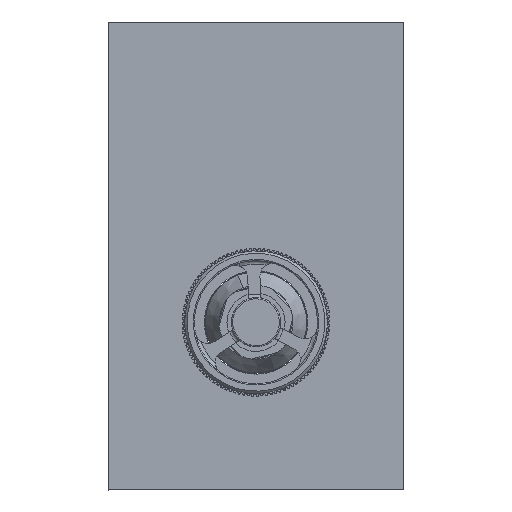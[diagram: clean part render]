
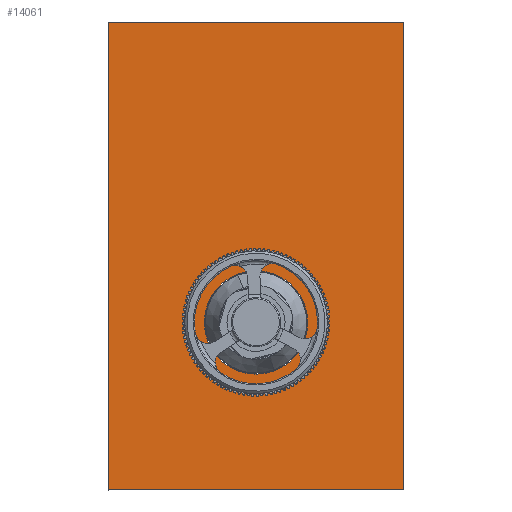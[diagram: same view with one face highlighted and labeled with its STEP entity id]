
A CAD part, top view. The second image highlights one B-rep face of the part: STEP entity #14061.
In plain terms, the highlighted planar face has unit normal (0, 0, 1).
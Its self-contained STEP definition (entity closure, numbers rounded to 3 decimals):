
#384 = DIRECTION ( 'NONE',  ( 0., -1., 0. ) ) ;
#659 = AXIS2_PLACEMENT_3D ( 'NONE', #9106, #15440, #1620 ) ;
#731 = DIRECTION ( 'NONE',  ( -1., 0., 0. ) ) ;
#867 = CIRCLE ( 'NONE', #6176, 21. ) ;
#900 = ORIENTED_EDGE ( 'NONE', *, *, #12447, .T. ) ;
#1620 = DIRECTION ( 'NONE',  ( 1., 0., 0. ) ) ;
#1733 = FACE_BOUND ( 'NONE', #14947, .T. ) ;
#2509 = EDGE_LOOP ( 'NONE', ( #900, #5114, #7625, #13042 ) ) ;
#2676 = VECTOR ( 'NONE', #384, 1000. ) ;
#2747 = CARTESIAN_POINT ( 'NONE',  ( 60., -95., 2. ) ) ;
#3085 = VECTOR ( 'NONE', #4372, 1000. ) ;
#3388 = EDGE_CURVE ( 'NONE', #8616, #15338, #14606, .T. ) ;
#3426 = VERTEX_POINT ( 'NONE', #9313 ) ;
#3711 = CARTESIAN_POINT ( 'NONE',  ( -60., -95., 2. ) ) ;
#3931 = VERTEX_POINT ( 'NONE', #2747 ) ;
#4149 = CARTESIAN_POINT ( 'NONE',  ( 60., 0., 2. ) ) ;
#4372 = DIRECTION ( 'NONE',  ( 0., -1., 0. ) ) ;
#4523 = VECTOR ( 'NONE', #731, 1000. ) ;
#4822 = VERTEX_POINT ( 'NONE', #9176 ) ;
#5114 = ORIENTED_EDGE ( 'NONE', *, *, #7833, .T. ) ;
#5303 = LINE ( 'NONE', #10103, #7899 ) ;
#6045 = FACE_OUTER_BOUND ( 'NONE', #2509, .T. ) ;
#6176 = AXIS2_PLACEMENT_3D ( 'NONE', #12787, #12839, #11455 ) ;
#6307 = ORIENTED_EDGE ( 'NONE', *, *, #3388, .F. ) ;
#7624 = LINE ( 'NONE', #9591, #3085 ) ;
#7625 = ORIENTED_EDGE ( 'NONE', *, *, #13150, .F. ) ;
#7833 = EDGE_CURVE ( 'NONE', #3426, #9831, #7624, .T. ) ;
#7899 = VECTOR ( 'NONE', #13970, 1000. ) ;
#8230 = EDGE_CURVE ( 'NONE', #4822, #3931, #13905, .T. ) ;
#8616 = VERTEX_POINT ( 'NONE', #13822 ) ;
#9106 = CARTESIAN_POINT ( 'NONE',  ( 0., -27., 2. ) ) ;
#9176 = CARTESIAN_POINT ( 'NONE',  ( 60., 95., 2. ) ) ;
#9180 = DIRECTION ( 'NONE',  ( 0., 0., 1. ) ) ;
#9289 = CARTESIAN_POINT ( 'NONE',  ( 0., 0., 2. ) ) ;
#9313 = CARTESIAN_POINT ( 'NONE',  ( -60., 95., 2. ) ) ;
#9591 = CARTESIAN_POINT ( 'NONE',  ( -60., 0., 2. ) ) ;
#9666 = AXIS2_PLACEMENT_3D ( 'NONE', #9289, #9180, #11831 ) ;
#9831 = VERTEX_POINT ( 'NONE', #3711 ) ;
#10103 = CARTESIAN_POINT ( 'NONE',  ( 0., 95., 2. ) ) ;
#10344 = CARTESIAN_POINT ( 'NONE',  ( -21., -27., 2. ) ) ;
#10503 = PLANE ( 'NONE',  #9666 ) ;
#10548 = ORIENTED_EDGE ( 'NONE', *, *, #15310, .F. ) ;
#11455 = DIRECTION ( 'NONE',  ( 1., 0., 0. ) ) ;
#11831 = DIRECTION ( 'NONE',  ( 1., 0., 0. ) ) ;
#12447 = EDGE_CURVE ( 'NONE', #4822, #3426, #5303, .T. ) ;
#12787 = CARTESIAN_POINT ( 'NONE',  ( 0., -27., 2. ) ) ;
#12839 = DIRECTION ( 'NONE',  ( 0., 0., 1. ) ) ;
#13042 = ORIENTED_EDGE ( 'NONE', *, *, #8230, .F. ) ;
#13150 = EDGE_CURVE ( 'NONE', #3931, #9831, #13386, .T. ) ;
#13386 = LINE ( 'NONE', #15778, #4523 ) ;
#13822 = CARTESIAN_POINT ( 'NONE',  ( 21., -27., 2. ) ) ;
#13905 = LINE ( 'NONE', #4149, #2676 ) ;
#13970 = DIRECTION ( 'NONE',  ( -1., 0., 0. ) ) ;
#14061 = ADVANCED_FACE ( 'NONE', ( #1733, #6045 ), #10503, .T. ) ;
#14606 = CIRCLE ( 'NONE', #659, 21. ) ;
#14947 = EDGE_LOOP ( 'NONE', ( #10548, #6307 ) ) ;
#15310 = EDGE_CURVE ( 'NONE', #15338, #8616, #867, .T. ) ;
#15338 = VERTEX_POINT ( 'NONE', #10344 ) ;
#15440 = DIRECTION ( 'NONE',  ( 0., 0., 1. ) ) ;
#15778 = CARTESIAN_POINT ( 'NONE',  ( 0., -95., 2. ) ) ;
